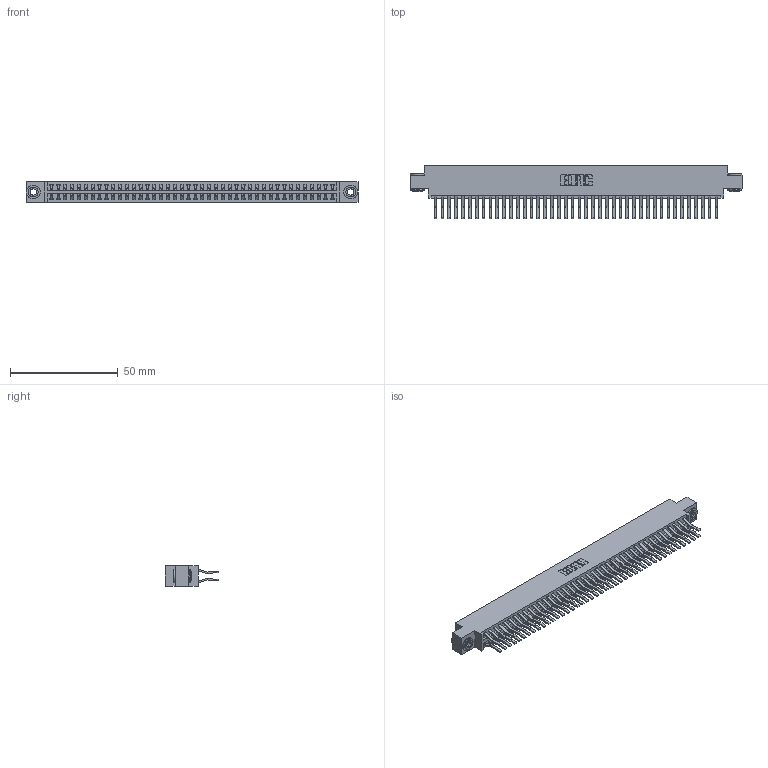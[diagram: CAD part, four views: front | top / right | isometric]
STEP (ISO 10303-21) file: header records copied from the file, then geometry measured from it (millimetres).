
FILE_DESCRIPTION (( 'STEP AP203' ), '1' );
FILE_NAME ('346-084-560-803.STEP', '2022-05-25T21:18:57', ( '' ), ( '' ), 'SwSTEP 2.0', 'SolidWorks 2020', '' );
FILE_SCHEMA (( 'CONFIG_CONTROL_DESIGN' ));
Length unit declared in the file: inch
Products named in the file (4): 346 Part_0.170 Offset - 0.156 Dia-TH; 345-250-002_345-250-002-102; 345-292-001_560 Tail; 346-084-560-803
Assembly tree (87 placements, depth 2):
  346-084-560-803
    346 Part_0.170 Offset - 0.156 Dia-TH
    345-292-001_560 Tail  x84
    345-250-002_345-250-002-102  x2
Bounding box: 153.92 x 24.78 x 9.4 mm (x, y, z)
Volume: 15406.8 mm3; surface area: 23074.9 mm2
Topology: 87 solids, 87 shells, 4714 faces, 13977 edges, 9202 vertices
Faces by surface type: plane 3044, cylinder 1662, cone 8
Entity records: 28696 total; most frequent: CARTESIAN_POINT 4713, ORIENTED_EDGE 4638, DIRECTION 4237, EDGE_CURVE 2319, VECTOR 1991, LINE 1991, VERTEX_POINT 1542, AXIS2_PLACEMENT_3D 1123
